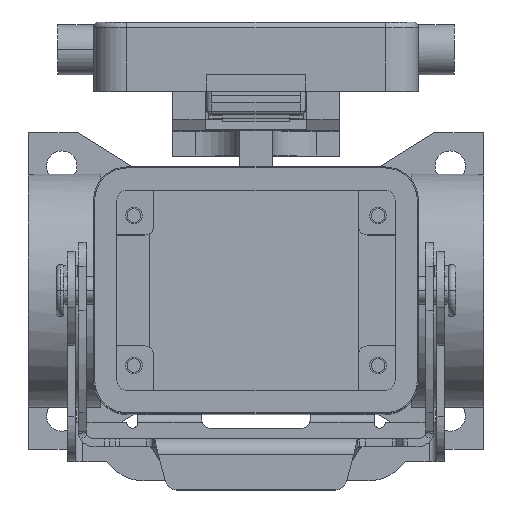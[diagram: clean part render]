
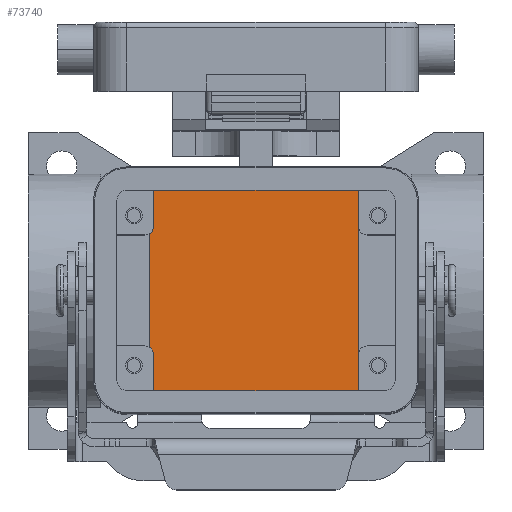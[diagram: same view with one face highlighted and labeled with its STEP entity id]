
A CAD part, top view. The second image highlights one B-rep face of the part: STEP entity #73740.
In plain terms, the highlighted planar face has unit normal (0, 0, 1).
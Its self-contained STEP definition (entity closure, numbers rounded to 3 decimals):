
#6980=CARTESIAN_POINT('',(-19.25,-10.201,-62.));
#6990=VERTEX_POINT('',#6980);
#7040=CARTESIAN_POINT('',(-20.,-11.5,-62.));
#7050=DIRECTION('',(0.,0.,-1.));
#7060=DIRECTION('',(-1.,0.,0.));
#7070=AXIS2_PLACEMENT_3D('',#7040,#7050,#7060);
#7080=CIRCLE('',#7070,1.5);
#7090=CARTESIAN_POINT('',(-18.5,-11.5,-62.));
#7100=VERTEX_POINT('',#7090);
#7110=EDGE_CURVE('',#6990,#7100,#7080,.T.);
#73110=CARTESIAN_POINT('',(0.,0.,-62.));
#73120=DIRECTION('',(0.,0.,1.));
#73130=DIRECTION('',(1.,0.,0.));
#73140=AXIS2_PLACEMENT_3D('',#73110,#73120,#73130);
#73150=PLANE('',#73140);
#73160=CARTESIAN_POINT('',(-20.,11.5,-62.));
#73170=DIRECTION('',(0.,0.,-1.));
#73180=DIRECTION('',(0.,-1.,0.));
#73190=AXIS2_PLACEMENT_3D('',#73160,#73170,#73180);
#73200=CIRCLE('',#73190,1.5);
#73210=CARTESIAN_POINT('',(-18.5,11.5,-62.));
#73220=VERTEX_POINT('',#73210);
#73230=CARTESIAN_POINT('',(-19.25,10.201,-62.));
#73240=VERTEX_POINT('',#73230);
#73250=EDGE_CURVE('',#73220,#73240,#73200,.T.);
#73260=ORIENTED_EDGE('',*,*,#73250,.T.);
#73270=CARTESIAN_POINT('',(-18.5,18.25,-62.));
#73280=DIRECTION('',(0.,-1.,0.));
#73290=VECTOR('',#73280,6.75);
#73300=LINE('',#73270,#73290);
#73310=CARTESIAN_POINT('',(-18.5,18.25,-62.));
#73320=VERTEX_POINT('',#73310);
#73330=EDGE_CURVE('',#73320,#73220,#73300,.T.);
#73340=ORIENTED_EDGE('',*,*,#73330,.T.);
#73350=CARTESIAN_POINT('',(18.5,18.25,-62.));
#73360=DIRECTION('',(-1.,0.,0.));
#73370=VECTOR('',#73360,37.);
#73380=LINE('',#73350,#73370);
#73390=CARTESIAN_POINT('',(18.5,18.25,-62.));
#73400=VERTEX_POINT('',#73390);
#73410=EDGE_CURVE('',#73400,#73320,#73380,.T.);
#73420=ORIENTED_EDGE('',*,*,#73410,.T.);
#73430=CARTESIAN_POINT('',(18.5,-18.25,-62.));
#73440=DIRECTION('',(0.,1.,0.));
#73450=VECTOR('',#73440,36.5);
#73460=LINE('',#73430,#73450);
#73470=CARTESIAN_POINT('',(18.5,-18.25,-62.));
#73480=VERTEX_POINT('',#73470);
#73490=EDGE_CURVE('',#73480,#73400,#73460,.T.);
#73500=ORIENTED_EDGE('',*,*,#73490,.T.);
#73510=CARTESIAN_POINT('',(-18.5,-18.25,-62.));
#73520=DIRECTION('',(1.,0.,0.));
#73530=VECTOR('',#73520,37.);
#73540=LINE('',#73510,#73530);
#73550=CARTESIAN_POINT('',(-18.5,-18.25,-62.));
#73560=VERTEX_POINT('',#73550);
#73570=EDGE_CURVE('',#73560,#73480,#73540,.T.);
#73580=ORIENTED_EDGE('',*,*,#73570,.T.);
#73590=CARTESIAN_POINT('',(-18.5,-11.5,-62.));
#73600=DIRECTION('',(0.,-1.,0.));
#73610=VECTOR('',#73600,6.75);
#73620=LINE('',#73590,#73610);
#73630=EDGE_CURVE('',#7100,#73560,#73620,.T.);
#73640=ORIENTED_EDGE('',*,*,#73630,.T.);
#73650=ORIENTED_EDGE('',*,*,#7110,.T.);
#73660=CARTESIAN_POINT('',(-19.25,10.201,-62.));
#73670=DIRECTION('',(0.,-1.,0.));
#73680=VECTOR('',#73670,20.402);
#73690=LINE('',#73660,#73680);
#73700=EDGE_CURVE('',#73240,#6990,#73690,.T.);
#73710=ORIENTED_EDGE('',*,*,#73700,.T.);
#73720=EDGE_LOOP('',(#73710,#73650,#73640,#73580,#73500,#73420,#73340,
#73260));
#73730=FACE_OUTER_BOUND('',#73720,.T.);
#73740=ADVANCED_FACE('',(#73730),#73150,.T.);
